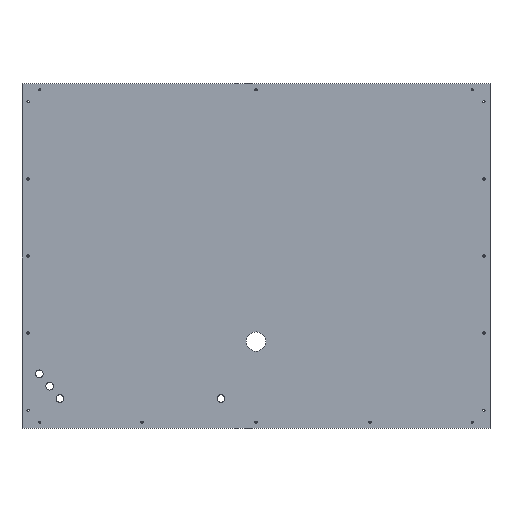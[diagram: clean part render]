
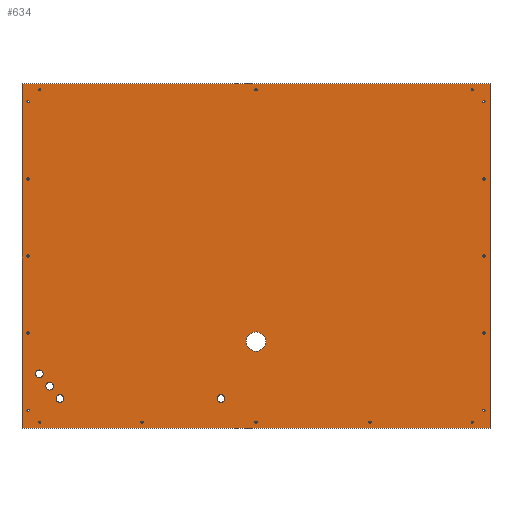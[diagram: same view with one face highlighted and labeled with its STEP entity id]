
A CAD part, top view. The second image highlights one B-rep face of the part: STEP entity #634.
In plain terms, the highlighted planar face has unit normal (0, 0, 1).
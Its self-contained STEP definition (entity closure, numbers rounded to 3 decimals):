
#15=FACE_BOUND('',#124,.T.);
#16=FACE_BOUND('',#125,.T.);
#17=FACE_BOUND('',#126,.T.);
#18=FACE_BOUND('',#127,.T.);
#19=FACE_BOUND('',#128,.T.);
#20=FACE_BOUND('',#129,.T.);
#21=FACE_BOUND('',#130,.T.);
#22=FACE_BOUND('',#131,.T.);
#23=FACE_BOUND('',#132,.T.);
#24=FACE_BOUND('',#133,.T.);
#25=FACE_BOUND('',#134,.T.);
#26=FACE_BOUND('',#135,.T.);
#27=FACE_BOUND('',#136,.T.);
#28=FACE_BOUND('',#137,.T.);
#29=FACE_BOUND('',#138,.T.);
#30=FACE_BOUND('',#139,.T.);
#31=FACE_BOUND('',#140,.T.);
#32=FACE_BOUND('',#141,.T.);
#33=FACE_BOUND('',#142,.T.);
#34=FACE_BOUND('',#143,.T.);
#35=FACE_BOUND('',#144,.T.);
#36=FACE_BOUND('',#145,.T.);
#37=FACE_BOUND('',#146,.T.);
#65=PLANE('',#723);
#94=FACE_OUTER_BOUND('',#123,.T.);
#123=EDGE_LOOP('',(#530,#531,#532,#533));
#124=EDGE_LOOP('',(#534));
#125=EDGE_LOOP('',(#535));
#126=EDGE_LOOP('',(#536));
#127=EDGE_LOOP('',(#537));
#128=EDGE_LOOP('',(#538));
#129=EDGE_LOOP('',(#539));
#130=EDGE_LOOP('',(#540));
#131=EDGE_LOOP('',(#541));
#132=EDGE_LOOP('',(#542));
#133=EDGE_LOOP('',(#543));
#134=EDGE_LOOP('',(#544));
#135=EDGE_LOOP('',(#545));
#136=EDGE_LOOP('',(#546));
#137=EDGE_LOOP('',(#547));
#138=EDGE_LOOP('',(#548));
#139=EDGE_LOOP('',(#549));
#140=EDGE_LOOP('',(#550));
#141=EDGE_LOOP('',(#551));
#142=EDGE_LOOP('',(#552));
#143=EDGE_LOOP('',(#553));
#144=EDGE_LOOP('',(#554));
#145=EDGE_LOOP('',(#555));
#146=EDGE_LOOP('',(#556));
#194=LINE('',#1054,#229);
#198=LINE('',#1062,#233);
#201=LINE('',#1068,#236);
#204=LINE('',#1073,#239);
#229=VECTOR('',#890,10.);
#233=VECTOR('',#896,10.);
#236=VECTOR('',#901,10.);
#239=VECTOR('',#906,10.);
#241=CIRCLE('',#651,9.5);
#243=CIRCLE('',#654,9.5);
#245=CIRCLE('',#657,9.5);
#247=CIRCLE('',#660,9.5);
#249=CIRCLE('',#663,24.);
#251=CIRCLE('',#666,2.75);
#253=CIRCLE('',#669,2.75);
#255=CIRCLE('',#672,2.75);
#257=CIRCLE('',#675,2.75);
#259=CIRCLE('',#678,2.75);
#261=CIRCLE('',#681,2.75);
#263=CIRCLE('',#684,2.75);
#265=CIRCLE('',#687,2.75);
#267=CIRCLE('',#690,2.75);
#269=CIRCLE('',#693,2.75);
#271=CIRCLE('',#696,2.75);
#273=CIRCLE('',#699,2.75);
#275=CIRCLE('',#702,2.75);
#277=CIRCLE('',#705,2.75);
#279=CIRCLE('',#708,2.75);
#281=CIRCLE('',#711,2.75);
#283=CIRCLE('',#714,2.75);
#285=CIRCLE('',#717,2.75);
#287=VERTEX_POINT('',#914);
#289=VERTEX_POINT('',#920);
#291=VERTEX_POINT('',#926);
#293=VERTEX_POINT('',#932);
#295=VERTEX_POINT('',#938);
#297=VERTEX_POINT('',#944);
#299=VERTEX_POINT('',#950);
#301=VERTEX_POINT('',#956);
#303=VERTEX_POINT('',#962);
#305=VERTEX_POINT('',#968);
#307=VERTEX_POINT('',#974);
#309=VERTEX_POINT('',#980);
#311=VERTEX_POINT('',#986);
#313=VERTEX_POINT('',#992);
#315=VERTEX_POINT('',#998);
#317=VERTEX_POINT('',#1004);
#319=VERTEX_POINT('',#1010);
#321=VERTEX_POINT('',#1016);
#323=VERTEX_POINT('',#1022);
#325=VERTEX_POINT('',#1028);
#327=VERTEX_POINT('',#1034);
#329=VERTEX_POINT('',#1040);
#331=VERTEX_POINT('',#1046);
#333=VERTEX_POINT('',#1052);
#334=VERTEX_POINT('',#1053);
#337=VERTEX_POINT('',#1061);
#339=VERTEX_POINT('',#1067);
#341=EDGE_CURVE('',#287,#287,#241,.T.);
#344=EDGE_CURVE('',#289,#289,#243,.T.);
#347=EDGE_CURVE('',#291,#291,#245,.T.);
#350=EDGE_CURVE('',#293,#293,#247,.T.);
#353=EDGE_CURVE('',#295,#295,#249,.T.);
#356=EDGE_CURVE('',#297,#297,#251,.T.);
#359=EDGE_CURVE('',#299,#299,#253,.T.);
#362=EDGE_CURVE('',#301,#301,#255,.T.);
#365=EDGE_CURVE('',#303,#303,#257,.T.);
#368=EDGE_CURVE('',#305,#305,#259,.T.);
#371=EDGE_CURVE('',#307,#307,#261,.T.);
#374=EDGE_CURVE('',#309,#309,#263,.T.);
#377=EDGE_CURVE('',#311,#311,#265,.T.);
#380=EDGE_CURVE('',#313,#313,#267,.T.);
#383=EDGE_CURVE('',#315,#315,#269,.T.);
#386=EDGE_CURVE('',#317,#317,#271,.T.);
#389=EDGE_CURVE('',#319,#319,#273,.T.);
#392=EDGE_CURVE('',#321,#321,#275,.T.);
#395=EDGE_CURVE('',#323,#323,#277,.T.);
#398=EDGE_CURVE('',#325,#325,#279,.T.);
#401=EDGE_CURVE('',#327,#327,#281,.T.);
#404=EDGE_CURVE('',#329,#329,#283,.T.);
#407=EDGE_CURVE('',#331,#331,#285,.T.);
#410=EDGE_CURVE('',#333,#334,#194,.T.);
#414=EDGE_CURVE('',#337,#334,#198,.T.);
#417=EDGE_CURVE('',#339,#337,#201,.T.);
#420=EDGE_CURVE('',#339,#333,#204,.T.);
#530=ORIENTED_EDGE('',*,*,#420,.T.);
#531=ORIENTED_EDGE('',*,*,#410,.T.);
#532=ORIENTED_EDGE('',*,*,#414,.F.);
#533=ORIENTED_EDGE('',*,*,#417,.F.);
#534=ORIENTED_EDGE('',*,*,#341,.T.);
#535=ORIENTED_EDGE('',*,*,#344,.T.);
#536=ORIENTED_EDGE('',*,*,#347,.T.);
#537=ORIENTED_EDGE('',*,*,#350,.T.);
#538=ORIENTED_EDGE('',*,*,#353,.T.);
#539=ORIENTED_EDGE('',*,*,#356,.T.);
#540=ORIENTED_EDGE('',*,*,#359,.T.);
#541=ORIENTED_EDGE('',*,*,#362,.T.);
#542=ORIENTED_EDGE('',*,*,#365,.T.);
#543=ORIENTED_EDGE('',*,*,#368,.T.);
#544=ORIENTED_EDGE('',*,*,#371,.T.);
#545=ORIENTED_EDGE('',*,*,#374,.T.);
#546=ORIENTED_EDGE('',*,*,#377,.T.);
#547=ORIENTED_EDGE('',*,*,#380,.T.);
#548=ORIENTED_EDGE('',*,*,#383,.T.);
#549=ORIENTED_EDGE('',*,*,#386,.T.);
#550=ORIENTED_EDGE('',*,*,#389,.T.);
#551=ORIENTED_EDGE('',*,*,#392,.T.);
#552=ORIENTED_EDGE('',*,*,#395,.T.);
#553=ORIENTED_EDGE('',*,*,#398,.T.);
#554=ORIENTED_EDGE('',*,*,#401,.T.);
#555=ORIENTED_EDGE('',*,*,#404,.T.);
#556=ORIENTED_EDGE('',*,*,#407,.T.);
#634=ADVANCED_FACE('',(#94,#15,#16,#17,#18,#19,#20,#21,#22,#23,#24,#25,
#26,#27,#28,#29,#30,#31,#32,#33,#34,#35,#36,#37),#65,.T.);
#651=AXIS2_PLACEMENT_3D('',#915,#729,#730);
#654=AXIS2_PLACEMENT_3D('',#921,#736,#737);
#657=AXIS2_PLACEMENT_3D('',#927,#743,#744);
#660=AXIS2_PLACEMENT_3D('',#933,#750,#751);
#663=AXIS2_PLACEMENT_3D('',#939,#757,#758);
#666=AXIS2_PLACEMENT_3D('',#945,#764,#765);
#669=AXIS2_PLACEMENT_3D('',#951,#771,#772);
#672=AXIS2_PLACEMENT_3D('',#957,#778,#779);
#675=AXIS2_PLACEMENT_3D('',#963,#785,#786);
#678=AXIS2_PLACEMENT_3D('',#969,#792,#793);
#681=AXIS2_PLACEMENT_3D('',#975,#799,#800);
#684=AXIS2_PLACEMENT_3D('',#981,#806,#807);
#687=AXIS2_PLACEMENT_3D('',#987,#813,#814);
#690=AXIS2_PLACEMENT_3D('',#993,#820,#821);
#693=AXIS2_PLACEMENT_3D('',#999,#827,#828);
#696=AXIS2_PLACEMENT_3D('',#1005,#834,#835);
#699=AXIS2_PLACEMENT_3D('',#1011,#841,#842);
#702=AXIS2_PLACEMENT_3D('',#1017,#848,#849);
#705=AXIS2_PLACEMENT_3D('',#1023,#855,#856);
#708=AXIS2_PLACEMENT_3D('',#1029,#862,#863);
#711=AXIS2_PLACEMENT_3D('',#1035,#869,#870);
#714=AXIS2_PLACEMENT_3D('',#1041,#876,#877);
#717=AXIS2_PLACEMENT_3D('',#1047,#883,#884);
#723=AXIS2_PLACEMENT_3D('',#1075,#908,#909);
#729=DIRECTION('center_axis',(0.,0.,-1.));
#730=DIRECTION('ref_axis',(1.,0.,0.));
#736=DIRECTION('center_axis',(0.,0.,-1.));
#737=DIRECTION('ref_axis',(1.,0.,0.));
#743=DIRECTION('center_axis',(0.,0.,-1.));
#744=DIRECTION('ref_axis',(1.,0.,0.));
#750=DIRECTION('center_axis',(0.,0.,-1.));
#751=DIRECTION('ref_axis',(1.,0.,0.));
#757=DIRECTION('center_axis',(0.,0.,-1.));
#758=DIRECTION('ref_axis',(1.,0.,0.));
#764=DIRECTION('center_axis',(0.,0.,-1.));
#765=DIRECTION('ref_axis',(1.,0.,0.));
#771=DIRECTION('center_axis',(0.,0.,-1.));
#772=DIRECTION('ref_axis',(1.,0.,0.));
#778=DIRECTION('center_axis',(0.,0.,-1.));
#779=DIRECTION('ref_axis',(1.,0.,0.));
#785=DIRECTION('center_axis',(0.,0.,-1.));
#786=DIRECTION('ref_axis',(1.,0.,0.));
#792=DIRECTION('center_axis',(0.,0.,-1.));
#793=DIRECTION('ref_axis',(1.,0.,0.));
#799=DIRECTION('center_axis',(0.,0.,-1.));
#800=DIRECTION('ref_axis',(1.,0.,0.));
#806=DIRECTION('center_axis',(0.,0.,-1.));
#807=DIRECTION('ref_axis',(1.,0.,0.));
#813=DIRECTION('center_axis',(0.,0.,-1.));
#814=DIRECTION('ref_axis',(1.,0.,0.));
#820=DIRECTION('center_axis',(0.,0.,-1.));
#821=DIRECTION('ref_axis',(1.,0.,0.));
#827=DIRECTION('center_axis',(0.,0.,-1.));
#828=DIRECTION('ref_axis',(1.,0.,0.));
#834=DIRECTION('center_axis',(0.,0.,-1.));
#835=DIRECTION('ref_axis',(1.,0.,0.));
#841=DIRECTION('center_axis',(0.,0.,-1.));
#842=DIRECTION('ref_axis',(1.,0.,0.));
#848=DIRECTION('center_axis',(0.,0.,-1.));
#849=DIRECTION('ref_axis',(1.,0.,0.));
#855=DIRECTION('center_axis',(0.,0.,-1.));
#856=DIRECTION('ref_axis',(1.,0.,0.));
#862=DIRECTION('center_axis',(0.,0.,-1.));
#863=DIRECTION('ref_axis',(1.,0.,0.));
#869=DIRECTION('center_axis',(0.,0.,-1.));
#870=DIRECTION('ref_axis',(1.,0.,0.));
#876=DIRECTION('center_axis',(0.,0.,-1.));
#877=DIRECTION('ref_axis',(1.,0.,0.));
#883=DIRECTION('center_axis',(0.,0.,-1.));
#884=DIRECTION('ref_axis',(1.,0.,0.));
#890=DIRECTION('',(0.,1.,0.));
#896=DIRECTION('',(1.,0.,0.));
#901=DIRECTION('',(0.,1.,0.));
#906=DIRECTION('',(1.,0.,0.));
#908=DIRECTION('center_axis',(0.,0.,1.));
#909=DIRECTION('ref_axis',(1.,0.,0.));
#914=CARTESIAN_POINT('',(-496.336,73.5,0.));
#915=CARTESIAN_POINT('Origin',(-486.836,73.5,0.));
#920=CARTESIAN_POINT('',(-521.918,104.25,0.));
#921=CARTESIAN_POINT('Origin',(-512.418,104.25,0.));
#926=CARTESIAN_POINT('',(-96.336,73.5,0.));
#927=CARTESIAN_POINT('Origin',(-86.836,73.5,0.));
#932=CARTESIAN_POINT('',(-547.5,135.,0.));
#933=CARTESIAN_POINT('Origin',(-538.,135.,0.));
#938=CARTESIAN_POINT('',(-24.,215.,0.));
#939=CARTESIAN_POINT('Origin',(0.,215.,0.));
#944=CARTESIAN_POINT('',(563.25,618.875,0.));
#945=CARTESIAN_POINT('Origin',(566.,618.875,0.));
#950=CARTESIAN_POINT('',(-568.75,618.875,0.));
#951=CARTESIAN_POINT('Origin',(-566.,618.875,0.));
#956=CARTESIAN_POINT('',(-285.75,15.,0.));
#957=CARTESIAN_POINT('Origin',(-283.,15.,0.));
#962=CARTESIAN_POINT('',(-568.75,427.5,0.));
#963=CARTESIAN_POINT('Origin',(-566.,427.5,0.));
#968=CARTESIAN_POINT('',(-539.5,15.,0.));
#969=CARTESIAN_POINT('Origin',(-536.75,15.,0.));
#974=CARTESIAN_POINT('',(534.,15.,0.));
#975=CARTESIAN_POINT('Origin',(536.75,15.,0.));
#980=CARTESIAN_POINT('',(563.25,427.5,0.));
#981=CARTESIAN_POINT('Origin',(566.,427.5,0.));
#986=CARTESIAN_POINT('',(534.,840.,0.));
#987=CARTESIAN_POINT('Origin',(536.75,840.,0.));
#992=CARTESIAN_POINT('',(-539.5,840.,0.));
#993=CARTESIAN_POINT('Origin',(-536.75,840.,0.));
#998=CARTESIAN_POINT('',(-2.75,840.,0.));
#999=CARTESIAN_POINT('Origin',(0.,840.,0.));
#1004=CARTESIAN_POINT('',(563.25,810.75,0.));
#1005=CARTESIAN_POINT('Origin',(566.,810.75,0.));
#1010=CARTESIAN_POINT('',(563.25,44.25,0.));
#1011=CARTESIAN_POINT('Origin',(566.,44.25,0.));
#1016=CARTESIAN_POINT('',(-2.75,15.,0.));
#1017=CARTESIAN_POINT('Origin',(0.,15.,0.));
#1022=CARTESIAN_POINT('',(-568.75,44.25,0.));
#1023=CARTESIAN_POINT('Origin',(-566.,44.25,0.));
#1028=CARTESIAN_POINT('',(-568.75,810.75,0.));
#1029=CARTESIAN_POINT('Origin',(-566.,810.75,0.));
#1034=CARTESIAN_POINT('',(280.25,15.,0.));
#1035=CARTESIAN_POINT('Origin',(283.,15.,0.));
#1040=CARTESIAN_POINT('',(-568.75,236.125,0.));
#1041=CARTESIAN_POINT('Origin',(-566.,236.125,0.));
#1046=CARTESIAN_POINT('',(563.25,236.125,0.));
#1047=CARTESIAN_POINT('Origin',(566.,236.125,0.));
#1052=CARTESIAN_POINT('',(581.,0.,0.));
#1053=CARTESIAN_POINT('',(581.,855.,0.));
#1054=CARTESIAN_POINT('',(581.,0.,0.));
#1061=CARTESIAN_POINT('',(-581.,855.,0.));
#1062=CARTESIAN_POINT('',(-581.,855.,0.));
#1067=CARTESIAN_POINT('',(-581.,0.,0.));
#1068=CARTESIAN_POINT('',(-581.,0.,0.));
#1073=CARTESIAN_POINT('',(-581.,0.,0.));
#1075=CARTESIAN_POINT('Origin',(0.,427.5,0.));
